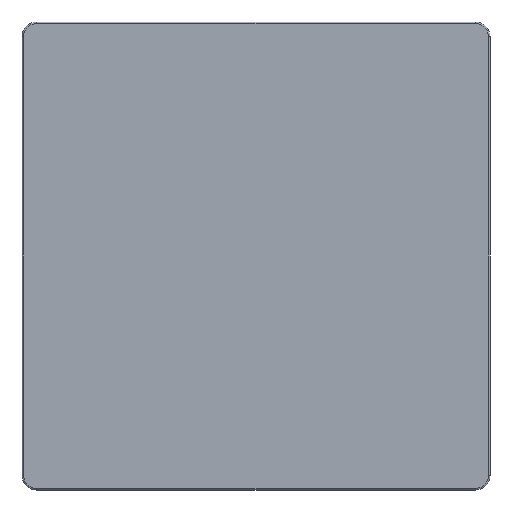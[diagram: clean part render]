
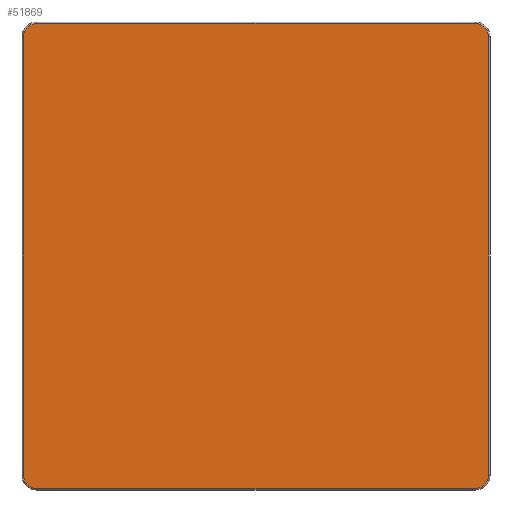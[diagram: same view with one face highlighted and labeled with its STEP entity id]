
A CAD part, left-side view. The second image highlights one B-rep face of the part: STEP entity #51869.
In plain terms, the highlighted planar face has unit normal (-1, 0, 0).
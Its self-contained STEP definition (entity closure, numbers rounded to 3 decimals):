
#116=ELLIPSE('',#55898,4.505,4.5);
#117=ELLIPSE('',#55899,4.505,4.5);
#118=ELLIPSE('',#55900,4.505,4.5);
#119=ELLIPSE('',#55901,4.505,4.5);
#1899=LINE('',#83785,#3654);
#1900=LINE('',#83789,#3655);
#1901=LINE('',#83793,#3656);
#1902=LINE('',#83797,#3657);
#3654=VECTOR('',#65599,1000.);
#3655=VECTOR('',#65602,1000.);
#3656=VECTOR('',#65605,1000.);
#3657=VECTOR('',#65608,1000.);
#5031=PLANE('',#55897);
#17698=ORIENTED_EDGE('',*,*,#23271,.T.);
#17699=ORIENTED_EDGE('',*,*,#23272,.T.);
#17700=ORIENTED_EDGE('',*,*,#23273,.T.);
#17701=ORIENTED_EDGE('',*,*,#23274,.T.);
#17702=ORIENTED_EDGE('',*,*,#23275,.T.);
#17703=ORIENTED_EDGE('',*,*,#23276,.T.);
#17704=ORIENTED_EDGE('',*,*,#23277,.T.);
#17705=ORIENTED_EDGE('',*,*,#23278,.T.);
#23271=EDGE_CURVE('',#26965,#26966,#116,.F.);
#23272=EDGE_CURVE('',#26966,#26967,#1899,.T.);
#23273=EDGE_CURVE('',#26967,#26968,#117,.F.);
#23274=EDGE_CURVE('',#26968,#26969,#1900,.T.);
#23275=EDGE_CURVE('',#26969,#26970,#118,.F.);
#23276=EDGE_CURVE('',#26970,#26971,#1901,.T.);
#23277=EDGE_CURVE('',#26971,#26972,#119,.F.);
#23278=EDGE_CURVE('',#26972,#26965,#1902,.T.);
#26965=VERTEX_POINT('',#83783);
#26966=VERTEX_POINT('',#83784);
#26967=VERTEX_POINT('',#83786);
#26968=VERTEX_POINT('',#83788);
#26969=VERTEX_POINT('',#83790);
#26970=VERTEX_POINT('',#83792);
#26971=VERTEX_POINT('',#83794);
#26972=VERTEX_POINT('',#83796);
#31341=EDGE_LOOP('',(#17698,#17699,#17700,#17701,#17702,#17703,#17704,#17705));
#33954=FACE_BOUND('',#31341,.T.);
#51869=ADVANCED_FACE('',(#33954),#5031,.F.);
#55897=AXIS2_PLACEMENT_3D('',#83781,#65595,#65596);
#55898=AXIS2_PLACEMENT_3D('',#83782,#65597,#65598);
#55899=AXIS2_PLACEMENT_3D('',#83787,#65600,#65601);
#55900=AXIS2_PLACEMENT_3D('',#83791,#65603,#65604);
#55901=AXIS2_PLACEMENT_3D('',#83795,#65606,#65607);
#65595=DIRECTION('',(1.,0.,0.));
#65596=DIRECTION('',(0.,1.,0.));
#65597=DIRECTION('',(1.,0.,0.));
#65598=DIRECTION('',(0.,0.707,0.707));
#65599=DIRECTION('',(0.,0.,-1.));
#65600=DIRECTION('',(1.,0.,0.));
#65601=DIRECTION('',(0.,0.707,-0.707));
#65602=DIRECTION('',(0.,-1.,0.));
#65603=DIRECTION('',(1.,0.,0.));
#65604=DIRECTION('',(0.,-0.707,-0.707));
#65605=DIRECTION('',(0.,0.,1.));
#65606=DIRECTION('',(1.,0.,0.));
#65607=DIRECTION('',(0.,-0.707,0.707));
#65608=DIRECTION('',(0.,1.,0.));
#83781=CARTESIAN_POINT('',(74.25,0.,0.));
#83782=CARTESIAN_POINT('',(74.25,73.979,73.979));
#83783=CARTESIAN_POINT('',(74.25,73.985,78.482));
#83784=CARTESIAN_POINT('',(74.25,78.482,73.985));
#83785=CARTESIAN_POINT('',(74.25,78.482,0.));
#83786=CARTESIAN_POINT('',(74.25,78.482,-73.985));
#83787=CARTESIAN_POINT('',(74.25,73.979,-73.979));
#83788=CARTESIAN_POINT('',(74.25,73.985,-78.482));
#83789=CARTESIAN_POINT('',(74.25,0.,-78.482));
#83790=CARTESIAN_POINT('',(74.25,-73.985,-78.482));
#83791=CARTESIAN_POINT('',(74.25,-73.979,-73.979));
#83792=CARTESIAN_POINT('',(74.25,-78.482,-73.985));
#83793=CARTESIAN_POINT('',(74.25,-78.482,0.));
#83794=CARTESIAN_POINT('',(74.25,-78.482,73.985));
#83795=CARTESIAN_POINT('',(74.25,-73.979,73.979));
#83796=CARTESIAN_POINT('',(74.25,-73.985,78.482));
#83797=CARTESIAN_POINT('',(74.25,0.,78.482));
